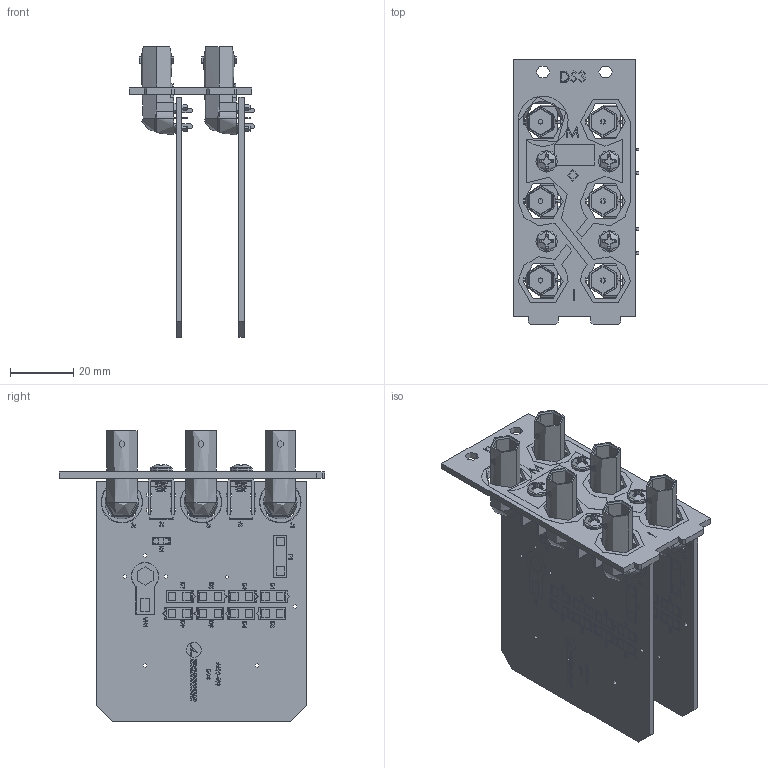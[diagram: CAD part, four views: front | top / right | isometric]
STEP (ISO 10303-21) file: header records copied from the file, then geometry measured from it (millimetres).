
FILE_DESCRIPTION (( 'STEP AP214' ), '1' );
FILE_NAME ('1000-1193-E.STEP', '2019-01-22T20:08:01', ( '' ), ( '' ), 'SwSTEP 2.0', 'SolidWorks 2018', '' );
FILE_SCHEMA (( 'AUTOMOTIVE_DESIGN' ));
Length unit declared in the file: inch
Products named in the file (25): 2102-214; 2500-261; 2500-334; 2002-228; 1000-1193-E; 2250-865; 2200-468; 2102-214_91249A144
Assembly tree (17 placements, depth 3):
  2500-261
  2500-261
  2500-334
  2500-261
  1000-1193-E
    2102-214
    2102-214
    2102-214
    2102-214
Bounding box: 39.95 x 84.14 x 92.33 mm (x, y, z)
Volume: 32576.2 mm3; surface area: 38991.8 mm2
Topology: 17 solids, 17 shells, 4508 faces, 12138 edges, 8048 vertices
Faces by surface type: plane 3110, bspline 686, cylinder 592, cone 82, torus 24, sphere 14
Entity records: 105876 total; most frequent: CARTESIAN_POINT 36994, ORIENTED_EDGE 10908, DIRECTION 8349, EDGE_CURVE 5454, VECTOR 4229, LINE 4229, VERTEX_POINT 3624, EDGE_LOOP 2270
